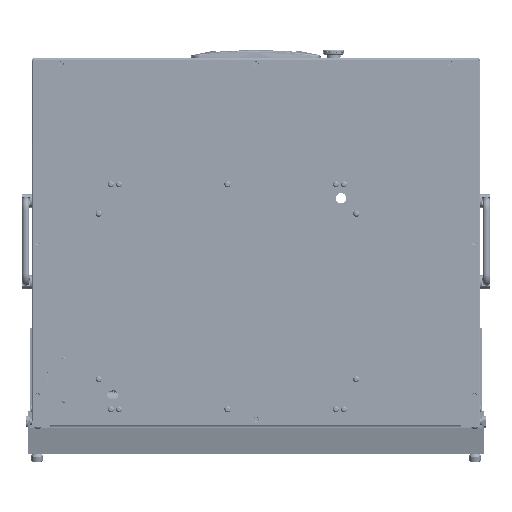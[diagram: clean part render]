
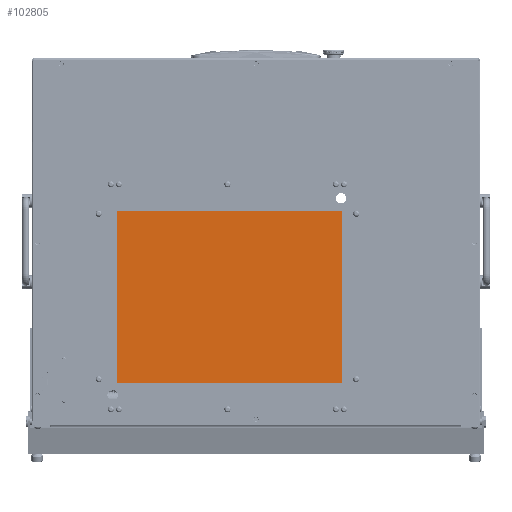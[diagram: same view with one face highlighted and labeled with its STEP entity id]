
A CAD part, front view. The second image highlights one B-rep face of the part: STEP entity #102805.
In plain terms, the highlighted planar face has unit normal (0, -1, 0).
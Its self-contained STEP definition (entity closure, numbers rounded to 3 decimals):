
#16270 = CARTESIAN_POINT ( 'NONE',  ( 135.25, -4.5, 105.65 ) ) ;
#20818 = VECTOR ( 'NONE', #161029, 1000. ) ;
#30390 = LINE ( 'NONE', #122799, #20818 ) ;
#31435 = CARTESIAN_POINT ( 'NONE',  ( 135.25, -4.5, -105.65 ) ) ;
#32284 = EDGE_CURVE ( 'NONE', #44283, #131752, #190786, .T. ) ;
#39729 = VECTOR ( 'NONE', #208046, 1000. ) ;
#44283 = VERTEX_POINT ( 'NONE', #31435 ) ;
#48392 = DIRECTION ( 'NONE',  ( -1., 0., 0. ) ) ;
#51309 = VERTEX_POINT ( 'NONE', #61300 ) ;
#61300 = CARTESIAN_POINT ( 'NONE',  ( -141.75, -4.5, -105.65 ) ) ;
#62261 = PLANE ( 'NONE',  #83667 ) ;
#71403 = ORIENTED_EDGE ( 'NONE', *, *, #172106, .T. ) ;
#78226 = CARTESIAN_POINT ( 'NONE',  ( -141.75, -4.5, 105.65 ) ) ;
#83667 = AXIS2_PLACEMENT_3D ( 'NONE', #137501, #189268, #170813 ) ;
#86777 = LINE ( 'NONE', #100448, #242738 ) ;
#90582 = ORIENTED_EDGE ( 'NONE', *, *, #32284, .T. ) ;
#91247 = EDGE_CURVE ( 'NONE', #210316, #51309, #86777, .T. ) ;
#92213 = CARTESIAN_POINT ( 'NONE',  ( 135.25, -4.5, 105.65 ) ) ;
#95971 = CARTESIAN_POINT ( 'NONE',  ( 135.25, -4.5, -105.65 ) ) ;
#100448 = CARTESIAN_POINT ( 'NONE',  ( -141.75, -4.5, -105.65 ) ) ;
#102805 = ADVANCED_FACE ( 'NONE', ( #117801 ), #62261, .T. ) ;
#107335 = EDGE_LOOP ( 'NONE', ( #90582, #71403, #159043, #137481 ) ) ;
#114386 = VECTOR ( 'NONE', #48392, 1000. ) ;
#117801 = FACE_OUTER_BOUND ( 'NONE', #107335, .T. ) ;
#122799 = CARTESIAN_POINT ( 'NONE',  ( 135.25, -4.5, -105.65 ) ) ;
#131752 = VERTEX_POINT ( 'NONE', #92213 ) ;
#137481 = ORIENTED_EDGE ( 'NONE', *, *, #243857, .T. ) ;
#137501 = CARTESIAN_POINT ( 'NONE',  ( 135.25, -4.5, 105.65 ) ) ;
#142285 = DIRECTION ( 'NONE',  ( 0., 0., -1. ) ) ;
#148156 = LINE ( 'NONE', #16270, #114386 ) ;
#159043 = ORIENTED_EDGE ( 'NONE', *, *, #91247, .T. ) ;
#161029 = DIRECTION ( 'NONE',  ( 1., 0., 0. ) ) ;
#170813 = DIRECTION ( 'NONE',  ( 0., 0., -1. ) ) ;
#172106 = EDGE_CURVE ( 'NONE', #131752, #210316, #148156, .T. ) ;
#189268 = DIRECTION ( 'NONE',  ( 0., -1., 0. ) ) ;
#190786 = LINE ( 'NONE', #95971, #39729 ) ;
#208046 = DIRECTION ( 'NONE',  ( 0., 0., 1. ) ) ;
#210316 = VERTEX_POINT ( 'NONE', #78226 ) ;
#242738 = VECTOR ( 'NONE', #142285, 1000. ) ;
#243857 = EDGE_CURVE ( 'NONE', #51309, #44283, #30390, .T. ) ;
